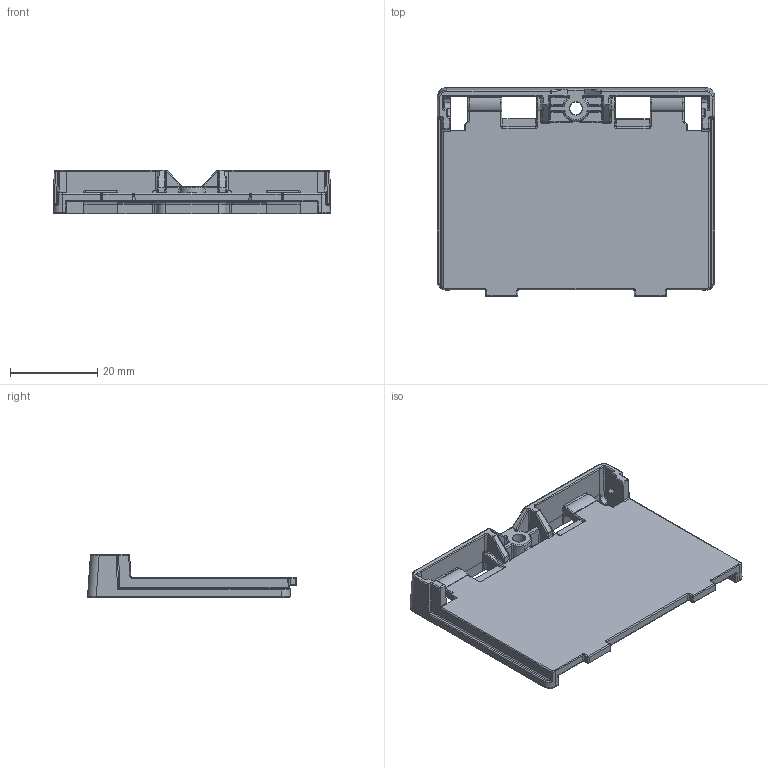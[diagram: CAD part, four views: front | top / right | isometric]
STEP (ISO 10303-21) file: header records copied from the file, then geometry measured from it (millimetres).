
FILE_DESCRIPTION (( 'STEP AP214' ), '1' );
FILE_NAME ('t400-battery-cover.STEP', '2015-10-15T05:38:08', ( '' ), ( '' ), 'SwSTEP 2.0', 'SolidWorks 2013', '' );
FILE_SCHEMA (( 'AUTOMOTIVE_DESIGN' ));
Length unit declared in the file: millimetre
Products named in the file (1): t400-battery-cover
Bounding box: 63.51 x 47.88 x 9.9 mm (x, y, z)
Volume: 7306.7 mm3; surface area: 8097 mm2
Topology: 1 solids, 1 shells, 527 faces, 1323 edges, 760 vertices
Faces by surface type: cylinder 228, plane 97, bspline 79, sphere 60, torus 58, cone 5
Entity records: 16528 total; most frequent: CARTESIAN_POINT 4729, ORIENTED_EDGE 2582, DIRECTION 2464, EDGE_CURVE 1291, AXIS2_PLACEMENT_3D 964, VERTEX_POINT 758, VECTOR 536, LINE 536
